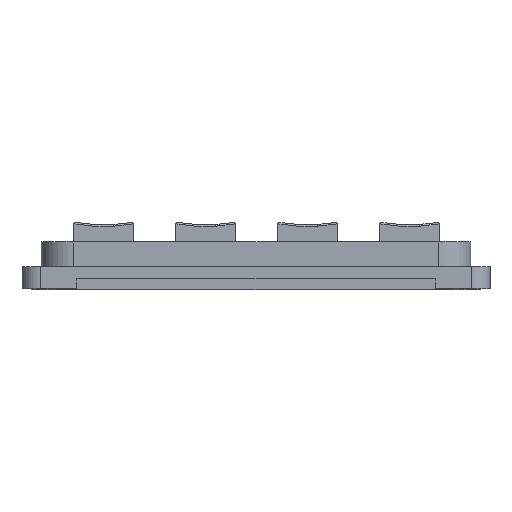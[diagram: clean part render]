
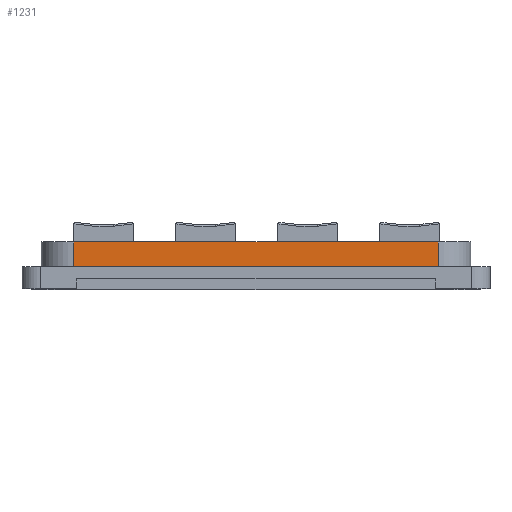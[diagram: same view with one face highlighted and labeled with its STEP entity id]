
A CAD part, front view. The second image highlights one B-rep face of the part: STEP entity #1231.
In plain terms, the highlighted planar face has unit normal (0, -1, 0).
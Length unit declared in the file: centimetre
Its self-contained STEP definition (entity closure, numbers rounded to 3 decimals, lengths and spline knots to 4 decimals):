
#50 = VECTOR ( 'NONE', #7275, 100. ) ;
#226 = ORIENTED_EDGE ( 'NONE', *, *, #12461, .T. ) ;
#1015 = VECTOR ( 'NONE', #14300, 100. ) ;
#1231 = ADVANCED_FACE ( 'NONE', ( #6150 ), #5974, .F. ) ;
#1532 = AXIS2_PLACEMENT_3D ( 'NONE', #17075, #17253, #10224 ) ;
#1861 = CARTESIAN_POINT ( 'NONE',  ( 0.8964, -1.9819, 0.591 ) ) ;
#1898 = EDGE_CURVE ( 'NONE', #16755, #3201, #13179, .T. ) ;
#2420 = ORIENTED_EDGE ( 'NONE', *, *, #1898, .F. ) ;
#2665 = ORIENTED_EDGE ( 'NONE', *, *, #8412, .F. ) ;
#2913 = LINE ( 'NONE', #8585, #8559 ) ;
#3085 = VERTEX_POINT ( 'NONE', #5438 ) ;
#3104 = DIRECTION ( 'NONE',  ( 1., 0., 0. ) ) ;
#3201 = VERTEX_POINT ( 'NONE', #3576 ) ;
#3576 = CARTESIAN_POINT ( 'NONE',  ( 0.8964, -1.9819, 0.9339 ) ) ;
#5438 = CARTESIAN_POINT ( 'NONE',  ( -4.1836, -1.9819, 0.591 ) ) ;
#5974 = PLANE ( 'NONE',  #1532 ) ;
#6150 = FACE_OUTER_BOUND ( 'NONE', #10682, .T. ) ;
#7275 = DIRECTION ( 'NONE',  ( 0., 0., -1. ) ) ;
#7448 = LINE ( 'NONE', #17436, #50 ) ;
#7759 = CARTESIAN_POINT ( 'NONE',  ( -4.1836, -1.9819, 0.9339 ) ) ;
#8412 = EDGE_CURVE ( 'NONE', #3201, #10498, #7448, .T. ) ;
#8559 = VECTOR ( 'NONE', #14307, 100. ) ;
#8585 = CARTESIAN_POINT ( 'NONE',  ( -4.1836, -1.9819, 0.9339 ) ) ;
#8936 = CARTESIAN_POINT ( 'NONE',  ( -4.1836, -1.9819, 0.591 ) ) ;
#10224 = DIRECTION ( 'NONE',  ( -1., 0., 0. ) ) ;
#10498 = VERTEX_POINT ( 'NONE', #1861 ) ;
#10682 = EDGE_LOOP ( 'NONE', ( #14253, #2665, #2420, #226 ) ) ;
#12461 = EDGE_CURVE ( 'NONE', #16755, #3085, #2913, .T. ) ;
#12505 = EDGE_CURVE ( 'NONE', #3085, #10498, #15806, .T. ) ;
#13088 = CARTESIAN_POINT ( 'NONE',  ( -4.1836, -1.9819, 0.9339 ) ) ;
#13179 = LINE ( 'NONE', #13088, #1015 ) ;
#14253 = ORIENTED_EDGE ( 'NONE', *, *, #12505, .T. ) ;
#14300 = DIRECTION ( 'NONE',  ( 1., 0., 0. ) ) ;
#14307 = DIRECTION ( 'NONE',  ( 0., 0., -1. ) ) ;
#14464 = VECTOR ( 'NONE', #3104, 100. ) ;
#15806 = LINE ( 'NONE', #8936, #14464 ) ;
#16755 = VERTEX_POINT ( 'NONE', #7759 ) ;
#17075 = CARTESIAN_POINT ( 'NONE',  ( -4.1836, -1.9819, 0.9339 ) ) ;
#17253 = DIRECTION ( 'NONE',  ( 0., 1., 0. ) ) ;
#17436 = CARTESIAN_POINT ( 'NONE',  ( 0.8964, -1.9819, 0.9339 ) ) ;
